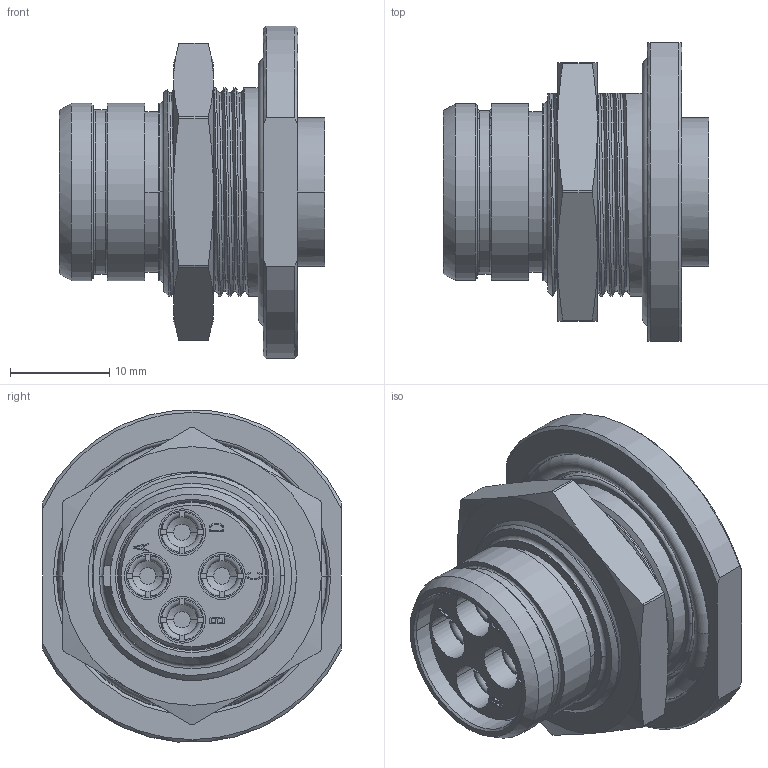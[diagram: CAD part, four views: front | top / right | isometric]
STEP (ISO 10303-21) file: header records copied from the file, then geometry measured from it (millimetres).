
FILE_DESCRIPTION((''),'2;1');
FILE_NAME('1332EV204FS','2024-07-26T07:52:40',('paultorloting'),('NET AG system integration'),'CREO PARAMETRIC BY PTC INC, 2021404','CREO PARAMETRIC BY PTC INC, 2021404','');
FILE_SCHEMA(('AUTOMOTIVE_DESIGN { 1 0 10303 214 1 1 1 1 }'));
Length unit declared in the file: millimetre
Products named in the file (1): 1332EV204FS
Bounding box: 26.7 x 30 x 33.38 mm (x, y, z)
Volume: 8197.1 mm3; surface area: 8797.2 mm2
Topology: 1 solids, 1 shells, 497 faces, 1308 edges, 846 vertices
Faces by surface type: plane 260, cylinder 114, cone 56, torus 39, bspline 28
Entity records: 23975 total; most frequent: CARTESIAN_POINT 8937, ORIENTED_EDGE 2600, DIRECTION 2418, EDGE_CURVE 1300, AXIS2_PLACEMENT_3D 858, VERTEX_POINT 846, VECTOR 699, LINE 699
